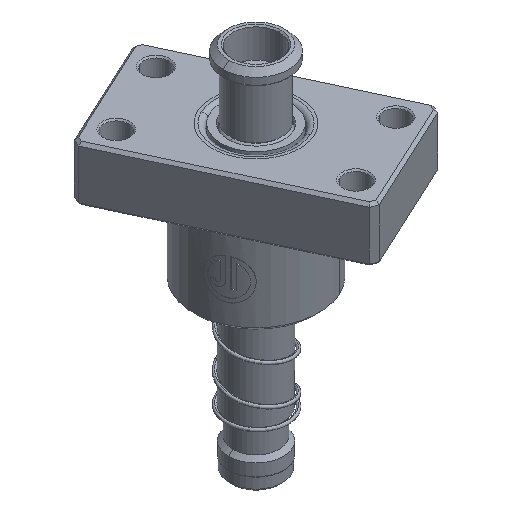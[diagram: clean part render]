
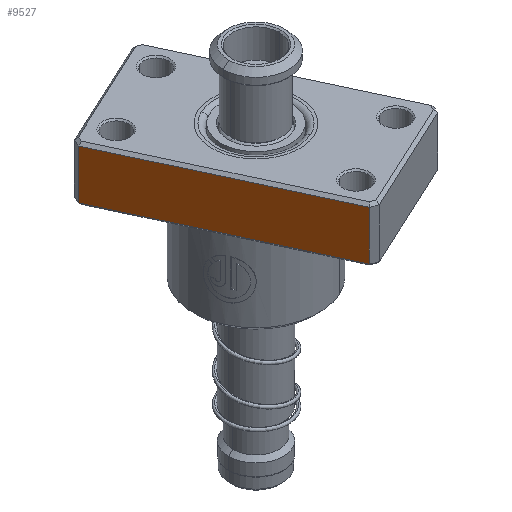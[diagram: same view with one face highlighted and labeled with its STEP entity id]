
A CAD part, isometric view. The second image highlights one B-rep face of the part: STEP entity #9527.
In plain terms, the highlighted face is planar.
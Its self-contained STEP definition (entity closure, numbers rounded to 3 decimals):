
#45 = DIRECTION ( 'NONE',  ( 0., 0., -1. ) ) ;
#777 = LINE ( 'NONE', #3671, #12098 ) ;
#1376 = VECTOR ( 'NONE', #6997, 1000. ) ;
#2684 = CARTESIAN_POINT ( 'NONE',  ( -40., 24., 19. ) ) ;
#3102 = LINE ( 'NONE', #11300, #1376 ) ;
#3671 = CARTESIAN_POINT ( 'NONE',  ( 40., 24., 20. ) ) ;
#4273 = VERTEX_POINT ( 'NONE', #21411 ) ;
#4894 = FACE_OUTER_BOUND ( 'NONE', #15096, .T. ) ;
#6348 = CARTESIAN_POINT ( 'NONE',  ( 40., 24., 1. ) ) ;
#6609 = CARTESIAN_POINT ( 'NONE',  ( -40., 24., 20. ) ) ;
#6997 = DIRECTION ( 'NONE',  ( -1., 0., 0. ) ) ;
#7298 = EDGE_CURVE ( 'NONE', #4273, #18239, #777, .T. ) ;
#8148 = CARTESIAN_POINT ( 'NONE',  ( 40., 24., 19. ) ) ;
#9527 = ADVANCED_FACE ( 'NONE', ( #4894 ), #11353, .F. ) ;
#9638 = DIRECTION ( 'NONE',  ( 1., 0., 0. ) ) ;
#11224 = DIRECTION ( 'NONE',  ( 0., 0., -1. ) ) ;
#11300 = CARTESIAN_POINT ( 'NONE',  ( -40., 24., 1. ) ) ;
#11353 = PLANE ( 'NONE',  #19471 ) ;
#12098 = VECTOR ( 'NONE', #13255, 1000. ) ;
#12992 = ORIENTED_EDGE ( 'NONE', *, *, #26132, .F. ) ;
#13231 = CARTESIAN_POINT ( 'NONE',  ( -40., 24., 20. ) ) ;
#13255 = DIRECTION ( 'NONE',  ( 0., 0., -1. ) ) ;
#13363 = VERTEX_POINT ( 'NONE', #2684 ) ;
#14751 = ORIENTED_EDGE ( 'NONE', *, *, #23484, .T. ) ;
#14822 = ORIENTED_EDGE ( 'NONE', *, *, #17078, .T. ) ;
#15096 = EDGE_LOOP ( 'NONE', ( #22371, #14822, #12992, #14751 ) ) ;
#15479 = VECTOR ( 'NONE', #9638, 1000. ) ;
#17078 = EDGE_CURVE ( 'NONE', #18239, #22333, #3102, .T. ) ;
#18237 = VECTOR ( 'NONE', #45, 1000. ) ;
#18239 = VERTEX_POINT ( 'NONE', #6348 ) ;
#18355 = LINE ( 'NONE', #8148, #15479 ) ;
#19471 = AXIS2_PLACEMENT_3D ( 'NONE', #13231, #25692, #11224 ) ;
#21411 = CARTESIAN_POINT ( 'NONE',  ( 40., 24., 19. ) ) ;
#22333 = VERTEX_POINT ( 'NONE', #22747 ) ;
#22371 = ORIENTED_EDGE ( 'NONE', *, *, #7298, .T. ) ;
#22747 = CARTESIAN_POINT ( 'NONE',  ( -40., 24., 1. ) ) ;
#23484 = EDGE_CURVE ( 'NONE', #13363, #4273, #18355, .T. ) ;
#24991 = LINE ( 'NONE', #6609, #18237 ) ;
#25692 = DIRECTION ( 'NONE',  ( 0., -1., 0. ) ) ;
#26132 = EDGE_CURVE ( 'NONE', #13363, #22333, #24991, .T. ) ;
